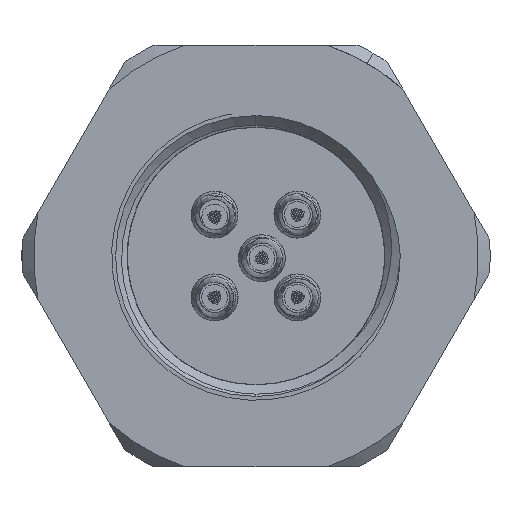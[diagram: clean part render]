
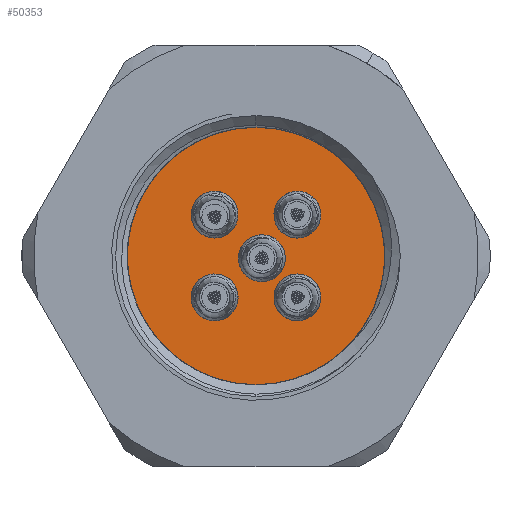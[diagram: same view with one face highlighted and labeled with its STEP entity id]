
A CAD part, left-side view. The second image highlights one B-rep face of the part: STEP entity #50353.
In plain terms, the highlighted planar face has unit normal (-1, 0, 0).
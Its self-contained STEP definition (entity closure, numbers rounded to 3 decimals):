
#194 = CARTESIAN_POINT ( 'NONE',  ( -12., 1.768, -1.768 ) ) ;
#493 = FACE_BOUND ( 'NONE', #14861, .T. ) ;
#784 = DIRECTION ( 'NONE',  ( 0., 0., 1. ) ) ;
#1167 = DIRECTION ( 'NONE',  ( 0., 0., 1. ) ) ;
#2323 = ORIENTED_EDGE ( 'NONE', *, *, #41748, .F. ) ;
#3434 = CARTESIAN_POINT ( 'NONE',  ( -12., 0., 0. ) ) ;
#3476 = EDGE_LOOP ( 'NONE', ( #44532, #51210 ) ) ;
#3793 = CARTESIAN_POINT ( 'NONE',  ( -12., 1.768, -1.768 ) ) ;
#3962 = EDGE_CURVE ( 'NONE', #21109, #54917, #14832, .T. ) ;
#4031 = DIRECTION ( 'NONE',  ( 0., 0., 1. ) ) ;
#5464 = CARTESIAN_POINT ( 'NONE',  ( -12., 4., 0. ) ) ;
#6026 = VERTEX_POINT ( 'NONE', #38616 ) ;
#7926 = AXIS2_PLACEMENT_3D ( 'NONE', #194, #40689, #784 ) ;
#8553 = EDGE_CURVE ( 'NONE', #18149, #44879, #55290, .T. ) ;
#8564 = ORIENTED_EDGE ( 'NONE', *, *, #16851, .F. ) ;
#8942 = DIRECTION ( 'NONE',  ( 0., 0., 1. ) ) ;
#9101 = VERTEX_POINT ( 'NONE', #46666 ) ;
#11477 = DIRECTION ( 'NONE',  ( 0., 0., 1. ) ) ;
#12162 = DIRECTION ( 'NONE',  ( -1., 0., 0. ) ) ;
#12342 = CARTESIAN_POINT ( 'NONE',  ( -12., -1.768, 1.768 ) ) ;
#12493 = AXIS2_PLACEMENT_3D ( 'NONE', #46944, #55674, #15473 ) ;
#12755 = DIRECTION ( 'NONE',  ( -1., 0., 0. ) ) ;
#12879 = EDGE_CURVE ( 'NONE', #18780, #9101, #17672, .T. ) ;
#14194 = FACE_BOUND ( 'NONE', #50055, .T. ) ;
#14313 = ORIENTED_EDGE ( 'NONE', *, *, #21437, .F. ) ;
#14832 = CIRCLE ( 'NONE', #56701, 6. ) ;
#14853 = CIRCLE ( 'NONE', #47419, 0.7 ) ;
#14861 = EDGE_LOOP ( 'NONE', ( #55503, #28281 ) ) ;
#15331 = CARTESIAN_POINT ( 'NONE',  ( -12., -1.768, 2.468 ) ) ;
#15409 = CARTESIAN_POINT ( 'NONE',  ( -12., 0., 6. ) ) ;
#15473 = DIRECTION ( 'NONE',  ( 0., 0., 1. ) ) ;
#16529 = CARTESIAN_POINT ( 'NONE',  ( -12., 1.768, 1.068 ) ) ;
#16851 = EDGE_CURVE ( 'NONE', #6026, #21500, #41286, .T. ) ;
#17672 = CIRCLE ( 'NONE', #38129, 0.7 ) ;
#18149 = VERTEX_POINT ( 'NONE', #15331 ) ;
#18299 = AXIS2_PLACEMENT_3D ( 'NONE', #46335, #19232, #1167 ) ;
#18780 = VERTEX_POINT ( 'NONE', #43191 ) ;
#19232 = DIRECTION ( 'NONE',  ( -1., 0., 0. ) ) ;
#19563 = CIRCLE ( 'NONE', #27027, 0.7 ) ;
#20065 = CARTESIAN_POINT ( 'NONE',  ( -12., 0., 0. ) ) ;
#20087 = EDGE_CURVE ( 'NONE', #21500, #6026, #25423, .T. ) ;
#20267 = DIRECTION ( 'NONE',  ( 0., 0., 1. ) ) ;
#20354 = DIRECTION ( 'NONE',  ( -1., 0., 0. ) ) ;
#20536 = DIRECTION ( 'NONE',  ( -1., 0., 0. ) ) ;
#20812 = CARTESIAN_POINT ( 'NONE',  ( -12., 1.768, 1.768 ) ) ;
#21109 = VERTEX_POINT ( 'NONE', #15409 ) ;
#21437 = EDGE_CURVE ( 'NONE', #25155, #28028, #38568, .T. ) ;
#21500 = VERTEX_POINT ( 'NONE', #34081 ) ;
#21535 = EDGE_LOOP ( 'NONE', ( #30633, #52635 ) ) ;
#21950 = ORIENTED_EDGE ( 'NONE', *, *, #32078, .F. ) ;
#22953 = FACE_BOUND ( 'NONE', #35988, .T. ) ;
#23631 = AXIS2_PLACEMENT_3D ( 'NONE', #3434, #12162, #8942 ) ;
#23795 = ORIENTED_EDGE ( 'NONE', *, *, #20087, .F. ) ;
#23815 = DIRECTION ( 'NONE',  ( 0., 0., 1. ) ) ;
#25155 = VERTEX_POINT ( 'NONE', #49071 ) ;
#25423 = CIRCLE ( 'NONE', #29141, 0.7 ) ;
#26726 = CIRCLE ( 'NONE', #18299, 6. ) ;
#26846 = EDGE_CURVE ( 'NONE', #54917, #21109, #26726, .T. ) ;
#27027 = AXIS2_PLACEMENT_3D ( 'NONE', #20812, #20536, #11477 ) ;
#27604 = FACE_BOUND ( 'NONE', #39859, .T. ) ;
#28028 = VERTEX_POINT ( 'NONE', #46120 ) ;
#28281 = ORIENTED_EDGE ( 'NONE', *, *, #53251, .F. ) ;
#28408 = DIRECTION ( 'NONE',  ( 0., 0., 1. ) ) ;
#28988 = DIRECTION ( 'NONE',  ( -1., 0., 0. ) ) ;
#29141 = AXIS2_PLACEMENT_3D ( 'NONE', #30816, #12755, #4031 ) ;
#29269 = CARTESIAN_POINT ( 'NONE',  ( -12., 1.768, 1.768 ) ) ;
#29553 = DIRECTION ( 'NONE',  ( -1., 0., 0. ) ) ;
#29822 = VERTEX_POINT ( 'NONE', #47635 ) ;
#30155 = AXIS2_PLACEMENT_3D ( 'NONE', #33088, #37161, #23815 ) ;
#30633 = ORIENTED_EDGE ( 'NONE', *, *, #8553, .F. ) ;
#30816 = CARTESIAN_POINT ( 'NONE',  ( -12., 0., 0. ) ) ;
#31604 = AXIS2_PLACEMENT_3D ( 'NONE', #55189, #37705, #46488 ) ;
#32078 = EDGE_CURVE ( 'NONE', #48405, #29822, #19563, .T. ) ;
#32243 = PLANE ( 'NONE',  #45834 ) ;
#33088 = CARTESIAN_POINT ( 'NONE',  ( -12., -1.768, 1.768 ) ) ;
#33709 = DIRECTION ( 'NONE',  ( 0., 0., 1. ) ) ;
#34081 = CARTESIAN_POINT ( 'NONE',  ( -12., 0., -0.7 ) ) ;
#35988 = EDGE_LOOP ( 'NONE', ( #14313, #38585 ) ) ;
#36586 = FACE_OUTER_BOUND ( 'NONE', #3476, .T. ) ;
#36871 = CIRCLE ( 'NONE', #41518, 0.7 ) ;
#37161 = DIRECTION ( 'NONE',  ( -1., 0., 0. ) ) ;
#37165 = DIRECTION ( 'NONE',  ( 0., 0., -1. ) ) ;
#37690 = CIRCLE ( 'NONE', #7926, 0.7 ) ;
#37705 = DIRECTION ( 'NONE',  ( -1., 0., 0. ) ) ;
#38129 = AXIS2_PLACEMENT_3D ( 'NONE', #3793, #52137, #57675 ) ;
#38568 = CIRCLE ( 'NONE', #12493, 0.7 ) ;
#38585 = ORIENTED_EDGE ( 'NONE', *, *, #44990, .F. ) ;
#38616 = CARTESIAN_POINT ( 'NONE',  ( -12., 0., 0.7 ) ) ;
#39859 = EDGE_LOOP ( 'NONE', ( #2323, #21950 ) ) ;
#40689 = DIRECTION ( 'NONE',  ( -1., 0., 0. ) ) ;
#41286 = CIRCLE ( 'NONE', #23631, 0.7 ) ;
#41518 = AXIS2_PLACEMENT_3D ( 'NONE', #29269, #28988, #28408 ) ;
#41570 = DIRECTION ( 'NONE',  ( 1., 0., 0. ) ) ;
#41748 = EDGE_CURVE ( 'NONE', #29822, #48405, #36871, .T. ) ;
#43191 = CARTESIAN_POINT ( 'NONE',  ( -12., 1.768, -1.068 ) ) ;
#43895 = CARTESIAN_POINT ( 'NONE',  ( -12., -1.768, 1.068 ) ) ;
#44532 = ORIENTED_EDGE ( 'NONE', *, *, #3962, .T. ) ;
#44879 = VERTEX_POINT ( 'NONE', #43895 ) ;
#44990 = EDGE_CURVE ( 'NONE', #28028, #25155, #57651, .T. ) ;
#45087 = FACE_BOUND ( 'NONE', #21535, .T. ) ;
#45198 = EDGE_CURVE ( 'NONE', #44879, #18149, #14853, .T. ) ;
#45834 = AXIS2_PLACEMENT_3D ( 'NONE', #5464, #41570, #37165 ) ;
#46022 = CARTESIAN_POINT ( 'NONE',  ( -12., 0., -6. ) ) ;
#46120 = CARTESIAN_POINT ( 'NONE',  ( -12., -1.768, -2.468 ) ) ;
#46335 = CARTESIAN_POINT ( 'NONE',  ( -12., 0., 0. ) ) ;
#46488 = DIRECTION ( 'NONE',  ( 0., 0., 1. ) ) ;
#46666 = CARTESIAN_POINT ( 'NONE',  ( -12., 1.768, -2.468 ) ) ;
#46944 = CARTESIAN_POINT ( 'NONE',  ( -12., -1.768, -1.768 ) ) ;
#47419 = AXIS2_PLACEMENT_3D ( 'NONE', #12342, #29553, #20267 ) ;
#47635 = CARTESIAN_POINT ( 'NONE',  ( -12., 1.768, 2.468 ) ) ;
#48405 = VERTEX_POINT ( 'NONE', #16529 ) ;
#49071 = CARTESIAN_POINT ( 'NONE',  ( -12., -1.768, -1.068 ) ) ;
#50055 = EDGE_LOOP ( 'NONE', ( #8564, #23795 ) ) ;
#50353 = ADVANCED_FACE ( 'NONE', ( #14194, #27604, #45087, #22953, #493, #36586 ), #32243, .F. ) ;
#51210 = ORIENTED_EDGE ( 'NONE', *, *, #26846, .T. ) ;
#52137 = DIRECTION ( 'NONE',  ( -1., 0., 0. ) ) ;
#52635 = ORIENTED_EDGE ( 'NONE', *, *, #45198, .F. ) ;
#53251 = EDGE_CURVE ( 'NONE', #9101, #18780, #37690, .T. ) ;
#54917 = VERTEX_POINT ( 'NONE', #46022 ) ;
#55189 = CARTESIAN_POINT ( 'NONE',  ( -12., -1.768, -1.768 ) ) ;
#55290 = CIRCLE ( 'NONE', #30155, 0.7 ) ;
#55503 = ORIENTED_EDGE ( 'NONE', *, *, #12879, .F. ) ;
#55674 = DIRECTION ( 'NONE',  ( -1., 0., 0. ) ) ;
#56701 = AXIS2_PLACEMENT_3D ( 'NONE', #20065, #20354, #33709 ) ;
#57651 = CIRCLE ( 'NONE', #31604, 0.7 ) ;
#57675 = DIRECTION ( 'NONE',  ( 0., 0., 1. ) ) ;
